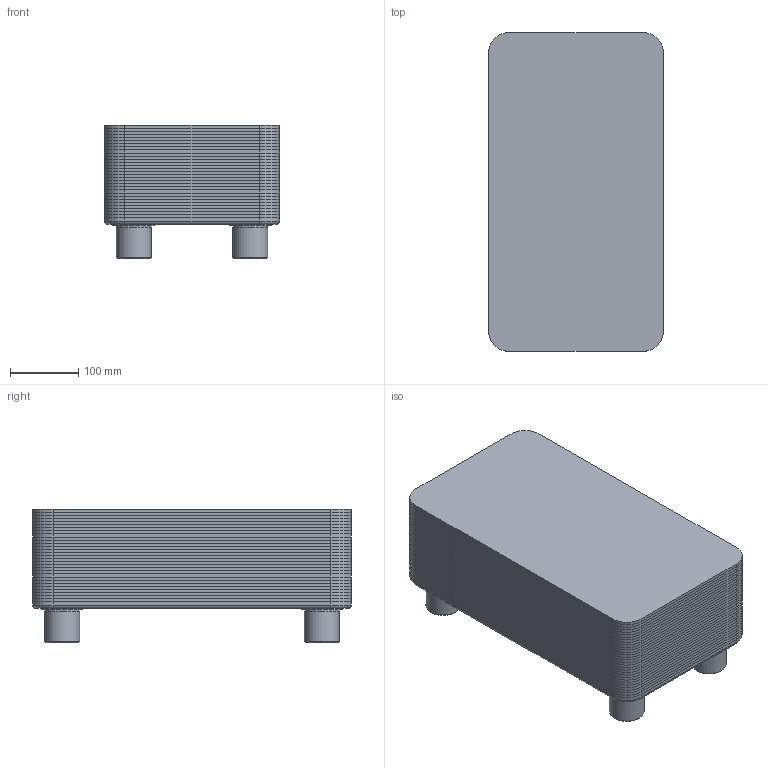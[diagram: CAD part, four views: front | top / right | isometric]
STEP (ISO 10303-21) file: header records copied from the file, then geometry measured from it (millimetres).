
FILE_DESCRIPTION(/* description */ (''),/* implementation_level */ '2;1');
FILE_NAME(/* name */ 'PB35LH.stp',/* time_stamp */ '2014-12-09T08:26:39+01:00',/* author */ ('Helmut'),/* organization */ (''),/* preprocessor_version */ 'ST-DEVELOPER v15.6',/* originating_system */ 'Autodesk Inventor 2015',/* authorisation */ '');
FILE_SCHEMA (('AUTOMOTIVE_DESIGN { 1 0 10303 214 3 1 1 }'));
Length unit declared in the file: millimetre
Products named in the file (5): PB35LH_Grundplatte; PB35LH_Typenschild; PB35LH_Kupferplatte; PB35LH_Anschluss G2; PB35LH
Bounding box: 256 x 466 x 195 mm (x, y, z)
Volume: 17317973.4 mm3; surface area: 7632901 mm2
Topology: 36 solids, 36 shells, 356 faces, 828 edges, 548 vertices
Faces by surface type: plane 204, cylinder 140, torus 8, cone 4
Full cylindrical faces by diameter (mm): 42 x4, 51.2 x4, 61.2 x4
Entity records: 1500 total; most frequent: DIRECTION 286, CARTESIAN_POINT 223, ORIENTED_EDGE 168, AXIS2_PLACEMENT_3D 119, EDGE_CURVE 84, VERTEX_POINT 56, EDGE_LOOP 50, LINE 48
